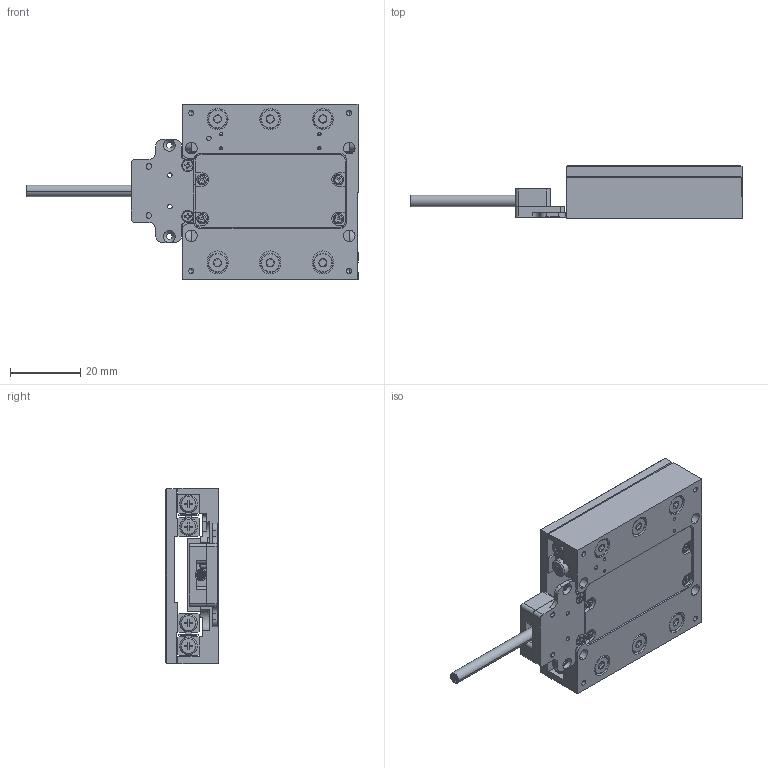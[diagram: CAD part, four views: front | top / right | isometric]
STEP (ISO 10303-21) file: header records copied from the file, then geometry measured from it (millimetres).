
FILE_DESCRIPTION (( 'STEP AP214' ), '1' );
FILE_NAME ('PPS-50-X10XX.STEP', '2025-05-23T22:48:54', ( '' ), ( '' ), 'SwSTEP 2.0', 'SolidWorks 2023', '' );
FILE_SCHEMA (( 'AUTOMOTIVE_DESIGN' ));
Length unit declared in the file: millimetre
Products named in the file (15): PPS-50-X10XX; SCREW, MS-PPH, M-JCIS_M2 x 0.4 x 4mm; PPS-70, PPS-50, Short Stage Cable Clamp_Design 3; SCREW, MS-PPH, M-JCIS_M2 x 0.4 x 6mm; Demo, Motor Place Holder_DEMO; 130325 Bearing, Slide Way, NB, SV2000_SV 2045; SCREW, MS-PPH, M-JCIS_M2.5 x 0.45 x 6mm; SUBASSEM_Cable Clamp_Design 3-3, OL; Cage, Slide Way, NB, SV2000_SV 2045-8Z; PPS-50LM, Carriage_Master Part_L50, Linear Motor Version ; Cooner Black Cable_L40; 92010A778_Passivated 18-8 Stainless Steel Phillips Flat Head Screw, M1.6x3mm_92010A778; 431945 Cable Clamp Base with Mountable Tabs; Screw, SHCS-L, M-DIN_M3 x 0.5 x 08mm; PPS-50LM, Base_Master Part_L50
Assembly tree (33 placements, depth 3):
  PPS-50-X10XX
    PPS-50LM, Base_Master Part_L50
    PPS-50LM, Carriage_Master Part_L50, Linear Motor Version 
    130325 Bearing, Slide Way, NB, SV2000_SV 2045  x4
    Cage, Slide Way, NB, SV2000_SV 2045-8Z  x2
    Screw, SHCS-L, M-DIN_M3 x 0.5 x 08mm  x6
    SCREW, MS-PPH, M-JCIS_M2.5 x 0.45 x 6mm  x6
    Demo, Motor Place Holder_DEMO
    SCREW, MS-PPH, M-JCIS_M2 x 0.4 x 4mm  x4
    SUBASSEM_Cable Clamp_Design 3-3, OL
      431945 Cable Clamp Base with Mountable Tabs
      Cooner Black Cable_L40
      PPS-70, PPS-50, Short Stage Cable Clamp_Design 3
      SCREW, MS-PPH, M-JCIS_M2 x 0.4 x 6mm  x2
    92010A778_Passivated 18-8 Stainless Steel Phillips Flat Head Screw, M1.6x3mm_92010A778  x2
Bounding box: 94.6 x 15 x 50 mm (x, y, z)
Volume: 28694.3 mm3; surface area: 27704.6 mm2
Topology: 45 solids, 45 shells, 1484 faces, 3752 edges, 2390 vertices
Faces by surface type: plane 769, cylinder 471, torus 120, cone 94, bspline 30
Entity records: 71584 total; most frequent: CARTESIAN_POINT 50532, DIRECTION 4381, ORIENTED_EDGE 4196, EDGE_CURVE 2098, AXIS2_PLACEMENT_3D 1586, VERTEX_POINT 1362, VECTOR 1209, LINE 1209
